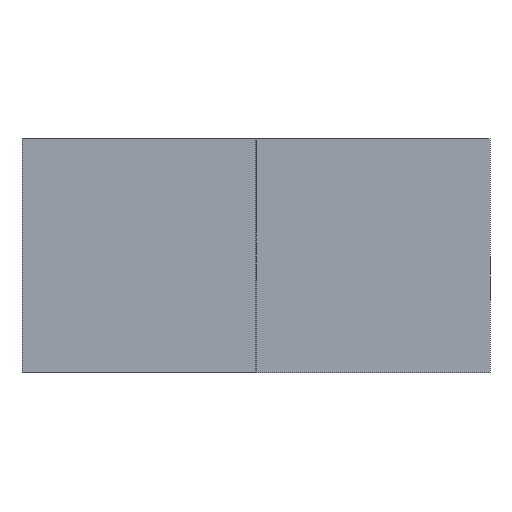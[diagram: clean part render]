
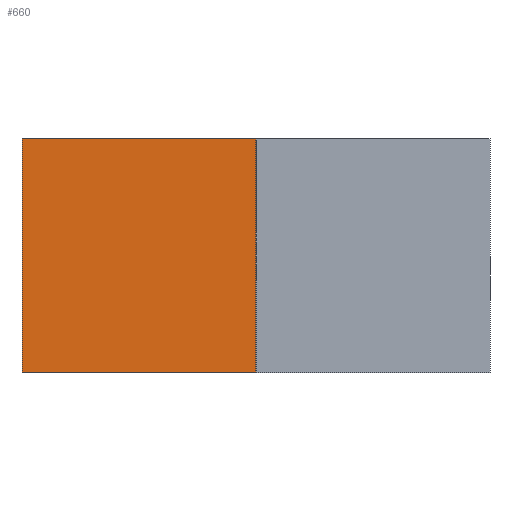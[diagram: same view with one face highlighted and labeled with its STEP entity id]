
A CAD part, left-side view. The second image highlights one B-rep face of the part: STEP entity #660.
In plain terms, the highlighted planar face has unit normal (-1, 0, 0).
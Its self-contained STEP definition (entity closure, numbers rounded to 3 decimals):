
#366=CARTESIAN_POINT('POINT29',(-62.5,25.,12.5));
#367=VERTEX_POINT('VERTEX29',#366);
#374=CARTESIAN_POINT('POINT30',(-62.5,0.,12.5));
#375=VERTEX_POINT('VERTEX30',#374);
#376=CARTESIAN_POINT('POS44',(-62.5,0.,12.5));
#377=DIRECTION('DIR62',(0.,1.,0.));
#378=VECTOR('VEC26',#377,1.);
#379=LINE('STRAIGHT26',#376,#378);
#380=EDGE_CURVE('EDGE40',#367,#375,#379,.F.);
#630=CARTESIAN_POINT('POINT49',(-62.5,0.,-12.5));
#631=VERTEX_POINT('VERTEX49',#630);
#632=CARTESIAN_POINT('POS62',(-62.5,0.,0.));
#633=DIRECTION('DIR89',(0.,0.,1.));
#634=VECTOR('VEC35',#633,1.);
#635=LINE('STRAIGHT35',#632,#634);
#636=EDGE_CURVE('EDGE63',#631,#375,#635,.T.);
#637=ORIENTED_EDGE('COEDGE77',*,*,#636,.T.);
#638=ORIENTED_EDGE('COEDGE78',*,*,#380,.F.);
#639=CARTESIAN_POINT('POINT50',(-62.5,25.,-12.5));
#640=VERTEX_POINT('VERTEX50',#639);
#641=CARTESIAN_POINT('POS63',(-62.5,25.,0.));
#642=DIRECTION('DIR90',(0.,0.,1.));
#643=VECTOR('VEC36',#642,1.);
#644=LINE('STRAIGHT36',#641,#643);
#645=EDGE_CURVE('EDGE64',#367,#640,#644,.F.);
#646=ORIENTED_EDGE('COEDGE79',*,*,#645,.T.);
#647=CARTESIAN_POINT('POS64',(-62.5,0.,-12.5));
#648=DIRECTION('DIR91',(0.,1.,0.));
#649=VECTOR('VEC37',#648,1.);
#650=LINE('STRAIGHT37',#647,#649);
#651=EDGE_CURVE('EDGE65',#631,#640,#650,.T.);
#652=ORIENTED_EDGE('COEDGE80',*,*,#651,.F.);
#653=EDGE_LOOP('NONE',(#637,#638,#646,#652));
#654=FACE_BOUND('LOOP1',#653,.T.);
#655=CARTESIAN_POINT('POS65',(-62.5,0.,0.));
#656=DIRECTION('DIR92',(1.,0.,0.));
#657=DIRECTION('DIR93',(0.,1.,0.));
#658=AXIS2_PLACEMENT_3D('AXIS28',#655,#656,#657);
#659=PLANE('PLANE7',#658);
#660=ADVANCED_FACE('FACE19',(#654),#659,.F.);
